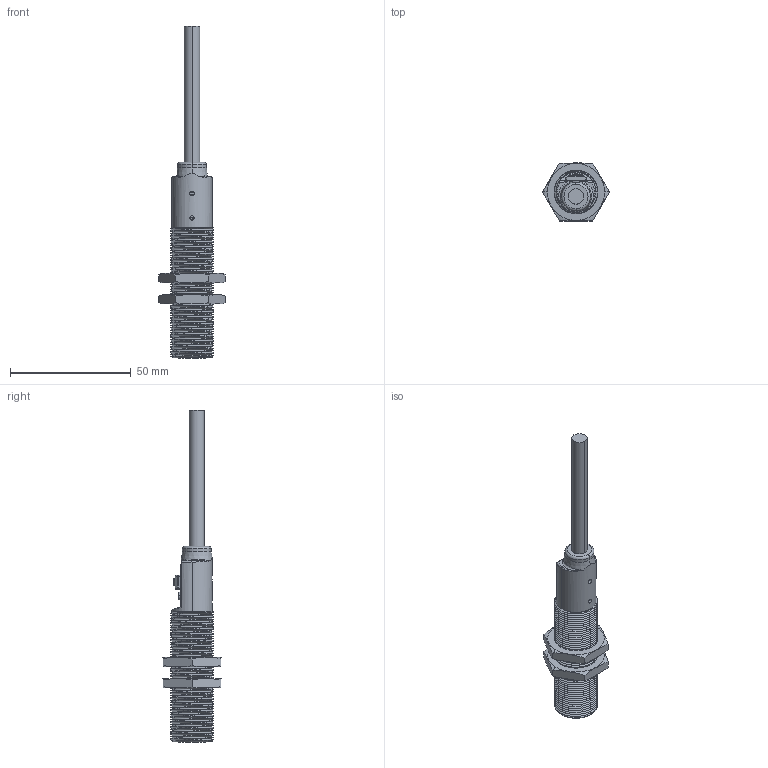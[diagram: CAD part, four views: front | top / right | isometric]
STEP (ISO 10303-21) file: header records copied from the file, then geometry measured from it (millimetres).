
FILE_DESCRIPTION((''),'2;1');
FILE_NAME('159653_ASM','2016-03-03T',('pdmadmin'),(''),'PRO/ENGINEER BY PARAMETRIC TECHNOLOGY CORPORATION, 2013230','PRO/ENGINEER BY PARAMETRIC TECHNOLOGY CORPORATION, 2013230','');
FILE_SCHEMA(('CONFIG_CONTROL_DESIGN'));
Products named in the file (12): 66980; 120769; 120770; 121350_FINAL; 118653_AF0; 67463_AF0; 65020; 65019; 115456_ASM; 49246; CABLE_250; 159653_ASM
Assembly tree (12 placements, depth 3):
  159653_ASM
    66980
    120769
    120770
    121350_FINAL
    118653_AF0
    67463_AF0
    115456_ASM
      65020
      65019
    49246  x2
    CABLE_250
Bounding box: 27.71 x 24.02 x 137.5 mm (x, y, z)
Volume: 10796.1 mm3; surface area: 18112.3 mm2
Topology: 11 solids, 13 shells, 586 faces, 1470 edges, 917 vertices
Faces by surface type: cylinder 251, plane 193, bspline 67, torus 42, cone 29, sphere 4
Entity records: 32993 total; most frequent: CARTESIAN_POINT 19848, ORIENTED_EDGE 2820, DIRECTION 2475, EDGE_CURVE 1412, AXIS2_PLACEMENT_3D 889, VERTEX_POINT 889, VECTOR 697, LINE 697
